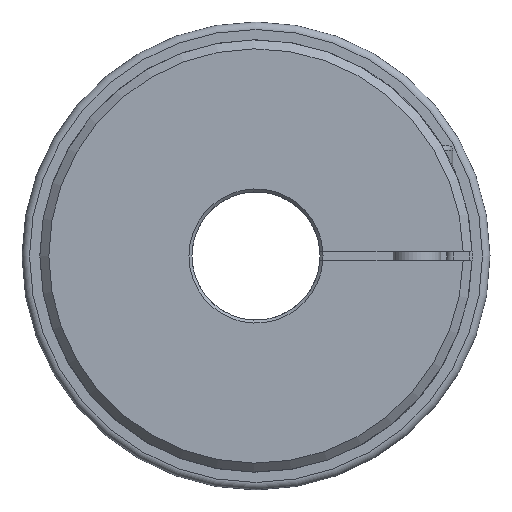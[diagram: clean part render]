
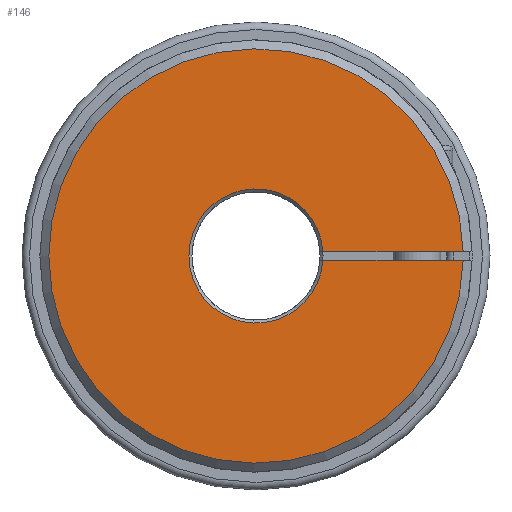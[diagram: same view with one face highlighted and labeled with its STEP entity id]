
A CAD part, left-side view. The second image highlights one B-rep face of the part: STEP entity #146.
In plain terms, the highlighted planar face has unit normal (-1, 0, 0).
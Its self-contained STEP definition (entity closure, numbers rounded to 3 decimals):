
#146 = ADVANCED_FACE( '', ( #368 ), #369, .T. );
#368 = FACE_OUTER_BOUND( '', #705, .T. );
#369 = PLANE( '', #706 );
#705 = EDGE_LOOP( '', ( #1120, #1121, #1122, #1123 ) );
#706 = AXIS2_PLACEMENT_3D( '', #1124, #1125, #1126 );
#1120 = ORIENTED_EDGE( '', *, *, #1723, .T. );
#1121 = ORIENTED_EDGE( '', *, *, #1772, .T. );
#1122 = ORIENTED_EDGE( '', *, *, #1706, .T. );
#1123 = ORIENTED_EDGE( '', *, *, #1773, .T. );
#1124 = CARTESIAN_POINT( '', ( -55.275, 0., 16. ) );
#1125 = DIRECTION( '', ( -1., 0., 0. ) );
#1126 = DIRECTION( '', ( 0., 0., 1. ) );
#1706 = EDGE_CURVE( '', #1980, #1981, #1982, .T. );
#1723 = EDGE_CURVE( '', #2011, #2009, #2012, .T. );
#1772 = EDGE_CURVE( '', #2009, #1980, #2093, .T. );
#1773 = EDGE_CURVE( '', #1981, #2011, #2094, .T. );
#1980 = VERTEX_POINT( '', #2373 );
#1981 = VERTEX_POINT( '', #2374 );
#1982 = LINE( '', #2375, #2376 );
#2009 = VERTEX_POINT( '', #2417 );
#2011 = VERTEX_POINT( '', #2419 );
#2012 = LINE( '', #2420, #2421 );
#2093 = CIRCLE( '', #2537, 22.5 );
#2094 = CIRCLE( '', #2538, 69.5 );
#2373 = CARTESIAN_POINT( '', ( -55.275, -22.45, 1.5 ) );
#2374 = CARTESIAN_POINT( '', ( -55.275, -69.484, 1.5 ) );
#2375 = CARTESIAN_POINT( '', ( -55.275, 0., 1.5 ) );
#2376 = VECTOR( '', #3212, 1000. );
#2417 = CARTESIAN_POINT( '', ( -55.275, -22.45, -1.5 ) );
#2419 = CARTESIAN_POINT( '', ( -55.275, -69.484, -1.5 ) );
#2420 = CARTESIAN_POINT( '', ( -55.275, 0., -1.5 ) );
#2421 = VECTOR( '', #3238, 1000. );
#2537 = AXIS2_PLACEMENT_3D( '', #3294, #3295, #3296 );
#2538 = AXIS2_PLACEMENT_3D( '', #3297, #3298, #3299 );
#3212 = DIRECTION( '', ( 0., -1., 0. ) );
#3238 = DIRECTION( '', ( 0., 1., 0. ) );
#3294 = CARTESIAN_POINT( '', ( -55.275, 0., 0. ) );
#3295 = DIRECTION( '', ( 1., 0., 0. ) );
#3296 = DIRECTION( '', ( 0., 0., 1. ) );
#3297 = CARTESIAN_POINT( '', ( -55.275, 0., 0. ) );
#3298 = DIRECTION( '', ( -1., 0., 0. ) );
#3299 = DIRECTION( '', ( 0., 0., 1. ) );
